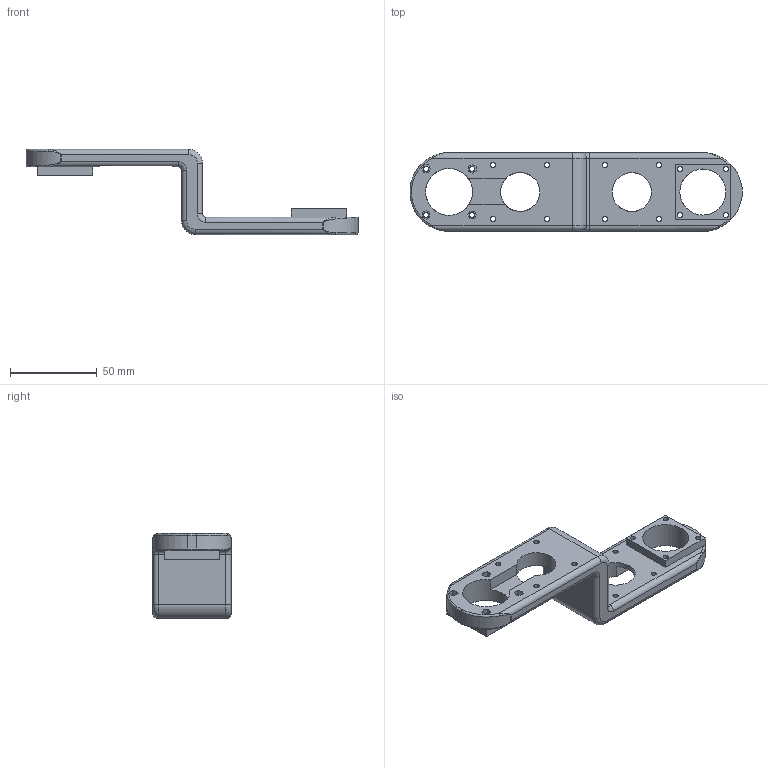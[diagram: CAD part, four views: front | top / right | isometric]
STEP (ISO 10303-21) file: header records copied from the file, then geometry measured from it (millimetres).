
FILE_DESCRIPTION(/* description */ (''),/* implementation_level */ '2;1');
FILE_NAME(/* name */ '',/* time_stamp */ '2023-09-30T18:17:12+08:00',/* author */ (''),/* organization */ (''),/* preprocessor_version */ 'ST-DEVELOPER v20',/* originating_system */ 'Autodesk Translation Framework v12.14.0.127',/* authorisation */ '');
FILE_SCHEMA (('AUTOMOTIVE_DESIGN { 1 0 10303 214 3 1 1 }'));
Length unit declared in the file: millimetre
Products named in the file (1): Fusion 零部件
Bounding box: 190.97 x 45 x 49 mm (x, y, z)
Volume: 78425.5 mm3; surface area: 26959.8 mm2
Topology: 1 solids, 1 shells, 171 faces, 433 edges, 274 vertices
Faces by surface type: plane 94, cylinder 51, torus 18, bspline 8
Full cylindrical faces by diameter (mm): 3 x16, 5.6 x4, 22.5 x2, 26.5 x1, 27 x1
Entity records: 5766 total; most frequent: CARTESIAN_POINT 1500, ORIENTED_EDGE 866, DIRECTION 863, EDGE_CURVE 433, AXIS2_PLACEMENT_3D 294, LINE 275, VECTOR 275, VERTEX_POINT 274
